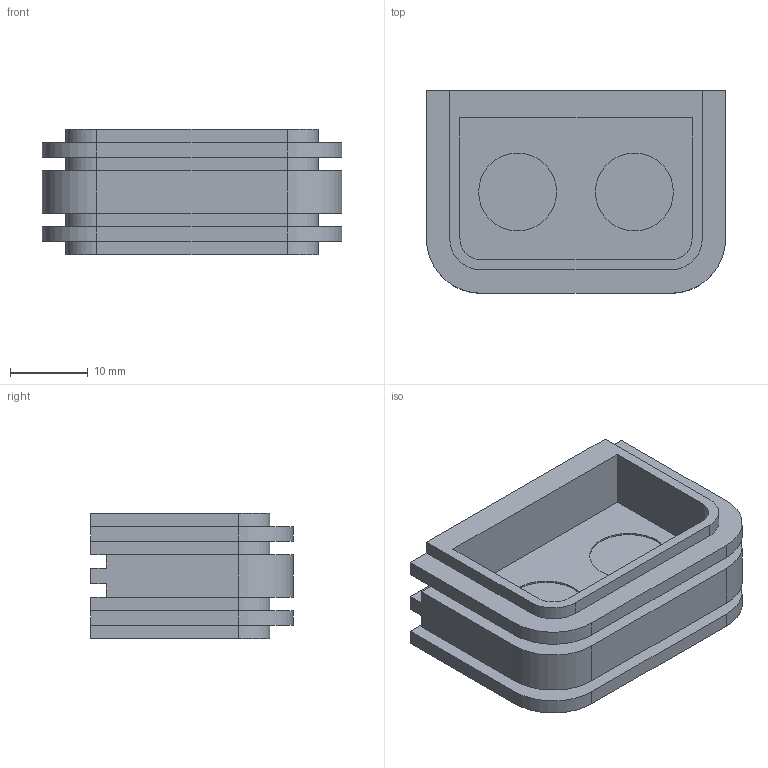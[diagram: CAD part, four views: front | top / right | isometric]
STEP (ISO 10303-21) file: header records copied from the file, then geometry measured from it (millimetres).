
FILE_DESCRIPTION (( 'STEP AP203' ), '1' );
FILE_NAME ('EBMP20-K01 ÊÂ-22 êîííåêòîð âåðòèêàëüíûé ÃÅÐÌÅÑ PLUS.STEP', '2016-11-23T09:07:59', ( '' ), ( '' ), 'SwSTEP 2.0', 'SolidWorks 2014', '' );
FILE_SCHEMA (( 'CONFIG_CONTROL_DESIGN' ));
Length unit declared in the file: millimetre
Products named in the file (2): EBMP20-K01 ÊÂ-22 êîííåêòîð âåðòèêàëüíûé ÃÅÐÌÅÑ PLUS
Bounding box: 38.4 x 26 x 16.1 mm (x, y, z)
Volume: 5690.1 mm3; surface area: 6458.5 mm2
Topology: 1 solids, 1 shells, 78 faces, 206 edges, 136 vertices
Faces by surface type: plane 52, cylinder 26
Entity records: 2565 total; most frequent: CARTESIAN_POINT 422, DIRECTION 418, ORIENTED_EDGE 412, EDGE_CURVE 206, LINE 154, VECTOR 154, VERTEX_POINT 136, AXIS2_PLACEMENT_3D 132
